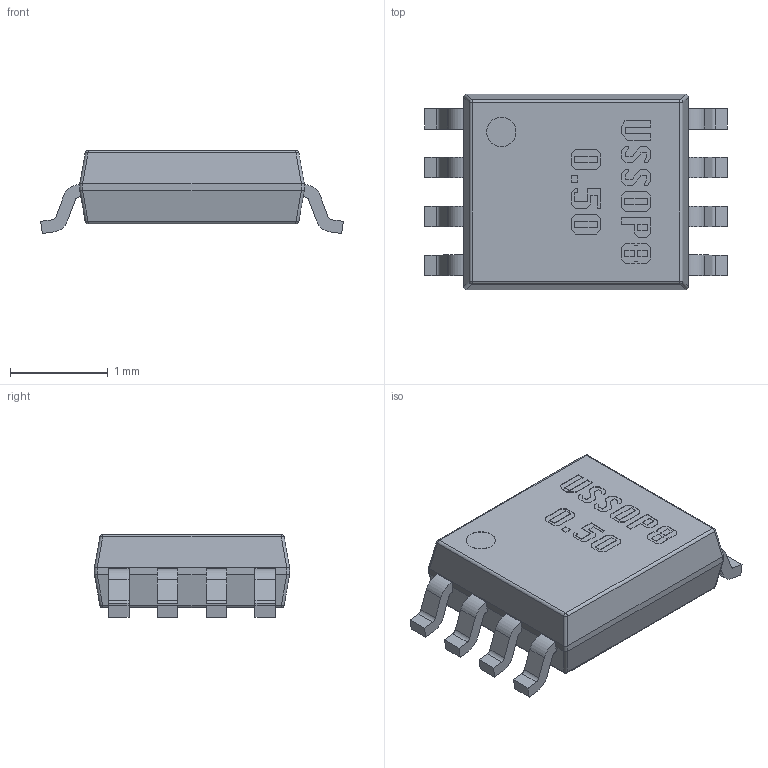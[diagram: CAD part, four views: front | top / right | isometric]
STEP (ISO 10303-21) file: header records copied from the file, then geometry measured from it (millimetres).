
FILE_DESCRIPTION(/* description */ ('model of VSSOP8-8P-0.50'),/* implementation_level */ '2;1');
FILE_NAME(/* name */ 'VSSOP8-8P-0.50.stp',/* time_stamp */ '2015-12-09T14:27:12',/* author */ ('Joan The Spark',''),/* organization */ (''),/* preprocessor_version */ '',/* originating_system */ '',/* authorisation */ '');
FILE_SCHEMA (('AUTOMOTIVE_DESIGN { 1 0 10303 214 3 1 1 }'));
Length unit declared in the file: millimetre
Products named in the file (1): VSSOP8-xP-0.50
Bounding box: 3.1 x 2 x 0.85 mm (x, y, z)
Volume: 3.4 mm3; surface area: 17.7 mm2
Topology: 1 solids, 1 shells, 291 faces, 792 edges, 520 vertices
Faces by surface type: plane 230, cylinder 53, sphere 8
Full cylindrical faces by diameter (mm): 0.3 x1
Entity records: 9304 total; most frequent: CARTESIAN_POINT 1603, ORIENTED_EDGE 1582, DIRECTION 1489, EDGE_CURVE 791, LINE 677, VECTOR 677, VERTEX_POINT 520, AXIS2_PLACEMENT_3D 406
